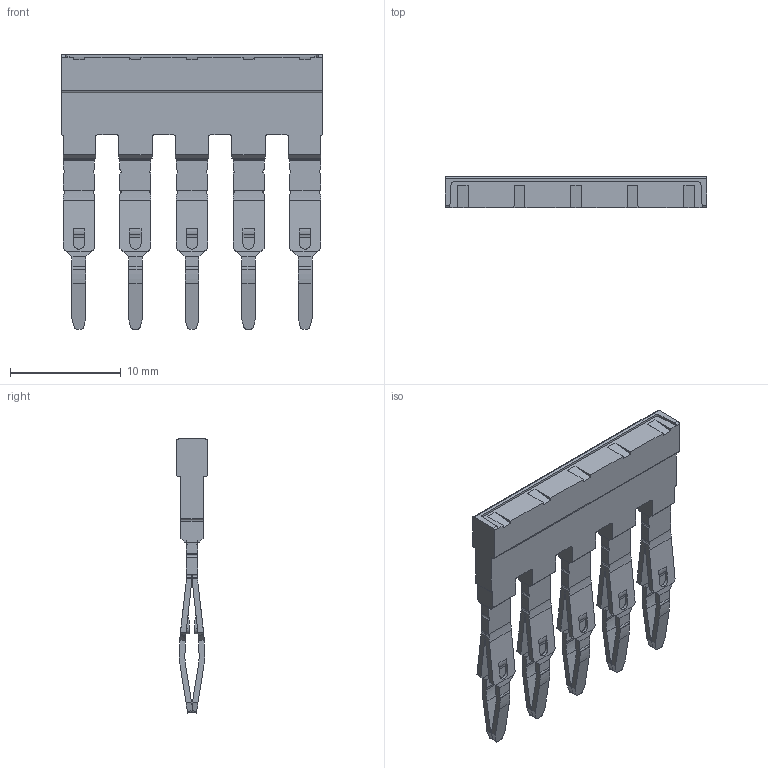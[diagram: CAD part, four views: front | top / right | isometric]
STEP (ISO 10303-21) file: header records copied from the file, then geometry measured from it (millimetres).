
FILE_DESCRIPTION(('CATIA V5 STEP Exchange','CAx-IF Rec.Pracs.--- Model Styling and Organization---1.4--- 2014-01-23'),'2;1');
FILE_NAME ('1373953-1_1', '2023-03-03T10:32:57+00:00', ('none'), ('Weidmueller'), 'CATIA Version 5-6 Release 2016 SP3 HF44', 'CATIA V5 STEP AP214', 'none');
FILE_SCHEMA(('AUTOMOTIVE_DESIGN { 1 0 10303 214 1 1 1 1 }'));
Length unit declared in the file: millimetre
Products named in the file (1): 2831590000
Bounding box: 23.6 x 2.8 x 24.72 mm (x, y, z)
Volume: 605.5 mm3; surface area: 1992.5 mm2
Topology: 2 solids, 2 shells, 680 faces, 1999 edges, 1330 vertices
Faces by surface type: plane 411, cylinder 209, bspline 60
Entity records: 22861 total; most frequent: CARTESIAN_POINT 6305, ORIENTED_EDGE 3998, DIRECTION 2510, EDGE_CURVE 1999, VERTEX_POINT 1330, VECTOR 1314, LINE 1314, AXIS2_PLACEMENT_3D 787
